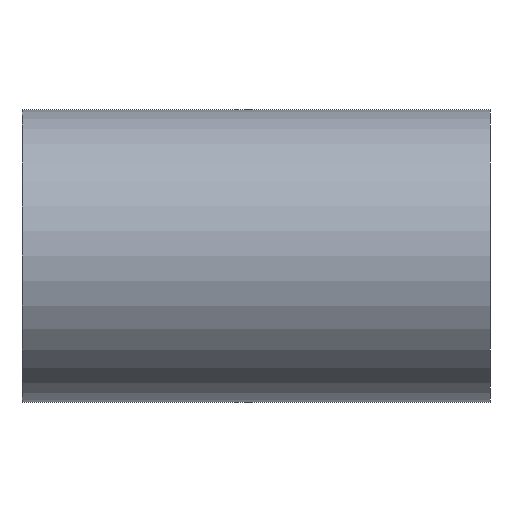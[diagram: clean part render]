
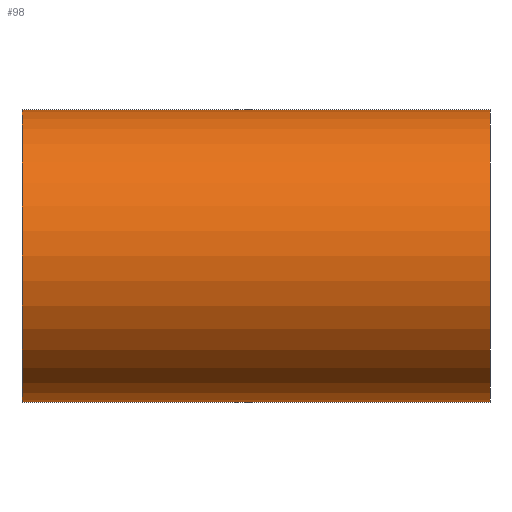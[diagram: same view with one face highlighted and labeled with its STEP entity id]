
A CAD part, left-side view. The second image highlights one B-rep face of the part: STEP entity #98.
In plain terms, the highlighted cylindrical face has radius 7.5 mm (diameter 15 mm), a partial arc.
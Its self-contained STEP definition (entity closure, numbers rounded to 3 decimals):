
#4 = ORIENTED_EDGE ( 'NONE', *, *, #120, .T. ) ;
#18 = CARTESIAN_POINT ( 'NONE',  ( 0., 24., 7.5 ) ) ;
#21 = CARTESIAN_POINT ( 'NONE',  ( 0., 0., 0. ) ) ;
#22 = CYLINDRICAL_SURFACE ( 'NONE', #140, 7.5 ) ;
#27 = VERTEX_POINT ( 'NONE', #78 ) ;
#32 = CARTESIAN_POINT ( 'NONE',  ( 0., 24., 0. ) ) ;
#42 = EDGE_LOOP ( 'NONE', ( #185, #126, #4, #108 ) ) ;
#45 = VERTEX_POINT ( 'NONE', #161 ) ;
#50 = LINE ( 'NONE', #190, #175 ) ;
#53 = DIRECTION ( 'NONE',  ( 1., 0., 0. ) ) ;
#58 = VECTOR ( 'NONE', #131, 1000. ) ;
#65 = CIRCLE ( 'NONE', #181, 7.5 ) ;
#78 = CARTESIAN_POINT ( 'NONE',  ( 0., 24., -7.5 ) ) ;
#80 = AXIS2_PLACEMENT_3D ( 'NONE', #32, #100, #53 ) ;
#85 = DIRECTION ( 'NONE',  ( 0., 0., -1. ) ) ;
#91 = CIRCLE ( 'NONE', #80, 7.5 ) ;
#96 = EDGE_CURVE ( 'NONE', #110, #170, #178, .T. ) ;
#98 = ADVANCED_FACE ( 'NONE', ( #118 ), #22, .T. ) ;
#99 = DIRECTION ( 'NONE',  ( 1., 0., 0. ) ) ;
#100 = DIRECTION ( 'NONE',  ( 0., 1., 0. ) ) ;
#108 = ORIENTED_EDGE ( 'NONE', *, *, #137, .T. ) ;
#110 = VERTEX_POINT ( 'NONE', #18 ) ;
#116 = CARTESIAN_POINT ( 'NONE',  ( 0., 24., 7.5 ) ) ;
#118 = FACE_OUTER_BOUND ( 'NONE', #42, .T. ) ;
#119 = CARTESIAN_POINT ( 'NONE',  ( 0., 24., 0. ) ) ;
#120 = EDGE_CURVE ( 'NONE', #27, #45, #50, .T. ) ;
#126 = ORIENTED_EDGE ( 'NONE', *, *, #134, .F. ) ;
#131 = DIRECTION ( 'NONE',  ( 0., -1., 0. ) ) ;
#134 = EDGE_CURVE ( 'NONE', #27, #110, #91, .T. ) ;
#137 = EDGE_CURVE ( 'NONE', #45, #170, #65, .T. ) ;
#140 = AXIS2_PLACEMENT_3D ( 'NONE', #119, #151, #85 ) ;
#146 = DIRECTION ( 'NONE',  ( 0., -1., 0. ) ) ;
#147 = DIRECTION ( 'NONE',  ( 0., 1., 0. ) ) ;
#149 = CARTESIAN_POINT ( 'NONE',  ( 0., 0., 7.5 ) ) ;
#151 = DIRECTION ( 'NONE',  ( 0., -1., 0. ) ) ;
#161 = CARTESIAN_POINT ( 'NONE',  ( 0., 0., -7.5 ) ) ;
#170 = VERTEX_POINT ( 'NONE', #149 ) ;
#175 = VECTOR ( 'NONE', #146, 1000. ) ;
#178 = LINE ( 'NONE', #116, #58 ) ;
#181 = AXIS2_PLACEMENT_3D ( 'NONE', #21, #147, #99 ) ;
#185 = ORIENTED_EDGE ( 'NONE', *, *, #96, .F. ) ;
#190 = CARTESIAN_POINT ( 'NONE',  ( 0., 24., -7.5 ) ) ;
